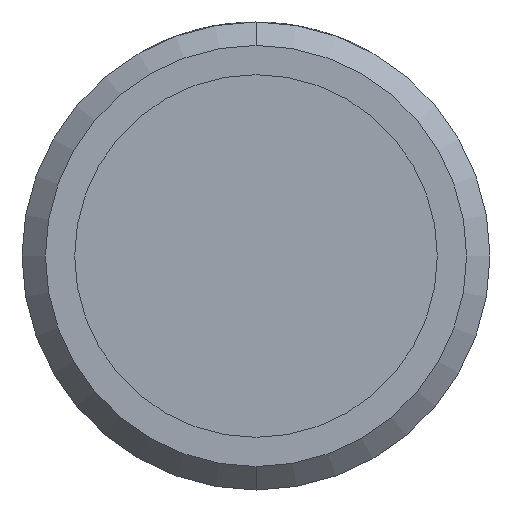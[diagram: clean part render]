
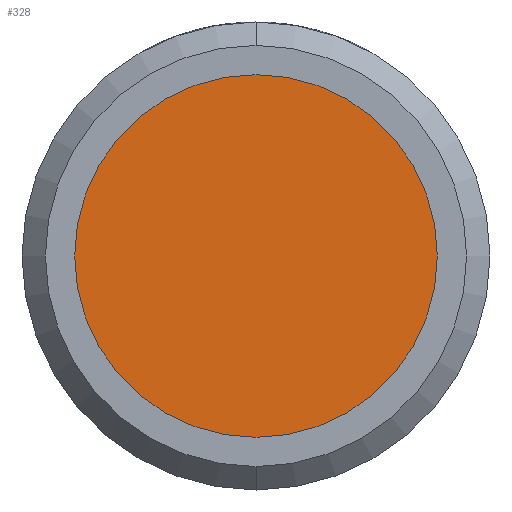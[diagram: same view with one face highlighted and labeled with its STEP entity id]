
A CAD part, front view. The second image highlights one B-rep face of the part: STEP entity #328.
In plain terms, the highlighted planar face has unit normal (0, -1, 0).
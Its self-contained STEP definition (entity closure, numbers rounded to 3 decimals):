
#47 = EDGE_CURVE ( 'NONE', #565, #96, #452, .T. ) ;
#55 = DIRECTION ( 'NONE',  ( 0., 0., -1. ) ) ;
#95 = FACE_OUTER_BOUND ( 'NONE', #378, .T. ) ;
#96 = VERTEX_POINT ( 'NONE', #169 ) ;
#115 = ORIENTED_EDGE ( 'NONE', *, *, #47, .T. ) ;
#121 = AXIS2_PLACEMENT_3D ( 'NONE', #311, #366, #408 ) ;
#147 = DIRECTION ( 'NONE',  ( 0., -1., 0. ) ) ;
#169 = CARTESIAN_POINT ( 'NONE',  ( 1.55, -65.1, 0. ) ) ;
#170 = CARTESIAN_POINT ( 'NONE',  ( 0., -65.1, 0. ) ) ;
#187 = PLANE ( 'NONE',  #359 ) ;
#220 = DIRECTION ( 'NONE',  ( 0., 0., -1. ) ) ;
#263 = CARTESIAN_POINT ( 'NONE',  ( -1.55, -65.1, 0. ) ) ;
#281 = CARTESIAN_POINT ( 'NONE',  ( 0., -65.1, 0. ) ) ;
#311 = CARTESIAN_POINT ( 'NONE',  ( 0., -65.1, 0. ) ) ;
#328 = ADVANCED_FACE ( 'NONE', ( #95 ), #187, .T. ) ;
#359 = AXIS2_PLACEMENT_3D ( 'NONE', #281, #147, #55 ) ;
#366 = DIRECTION ( 'NONE',  ( 0., -1., 0. ) ) ;
#378 = EDGE_LOOP ( 'NONE', ( #115, #517 ) ) ;
#388 = AXIS2_PLACEMENT_3D ( 'NONE', #170, #503, #220 ) ;
#408 = DIRECTION ( 'NONE',  ( 0., 0., -1. ) ) ;
#452 = CIRCLE ( 'NONE', #121, 1.55 ) ;
#478 = CIRCLE ( 'NONE', #388, 1.55 ) ;
#503 = DIRECTION ( 'NONE',  ( 0., -1., 0. ) ) ;
#517 = ORIENTED_EDGE ( 'NONE', *, *, #607, .T. ) ;
#565 = VERTEX_POINT ( 'NONE', #263 ) ;
#607 = EDGE_CURVE ( 'NONE', #96, #565, #478, .T. ) ;
